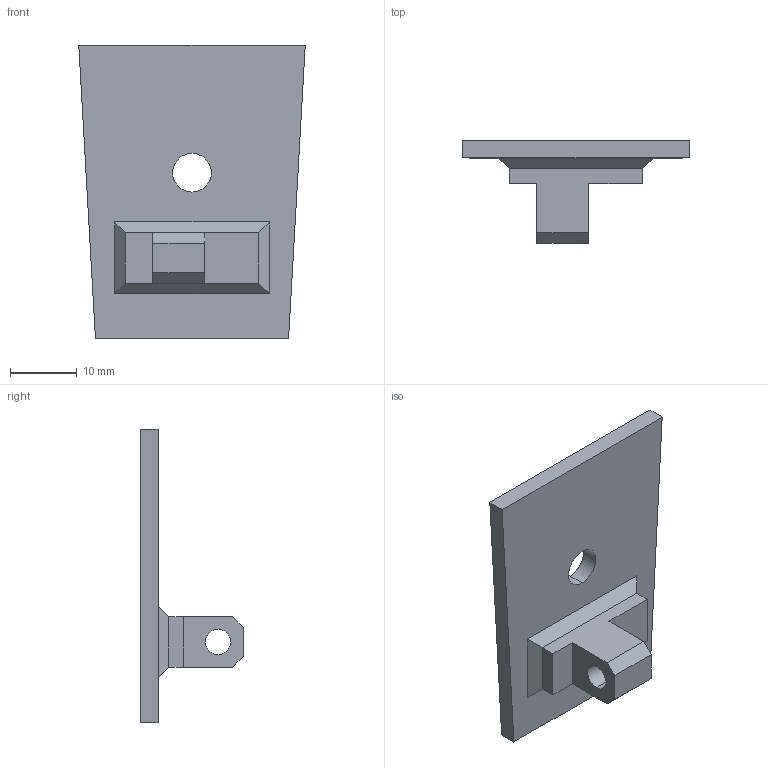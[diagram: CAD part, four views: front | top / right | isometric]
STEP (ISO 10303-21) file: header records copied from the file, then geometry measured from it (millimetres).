
FILE_DESCRIPTION (( 'STEP AP214' ), '1' );
FILE_NAME ('AC_CamConnect___Nulaxy_C900.STEP', '2023-01-29T07:52:57', ( '' ), ( '' ), 'SwSTEP 2.0', 'SolidWorks 2020', '' );
FILE_SCHEMA (( 'AUTOMOTIVE_DESIGN' ));
Length unit declared in the file: millimetre
Products named in the file (1): AC_CamConnect___Nulaxy_C900
Bounding box: 34 x 15.4 x 44 mm (x, y, z)
Volume: 4613.7 mm3; surface area: 3649.7 mm2
Topology: 1 solids, 1 shells, 25 faces, 62 edges, 40 vertices
Faces by surface type: plane 21, cylinder 4
Entity records: 774 total; most frequent: CARTESIAN_POINT 128, ORIENTED_EDGE 124, DIRECTION 122, EDGE_CURVE 62, LINE 54, VECTOR 54, VERTEX_POINT 40, AXIS2_PLACEMENT_3D 34
